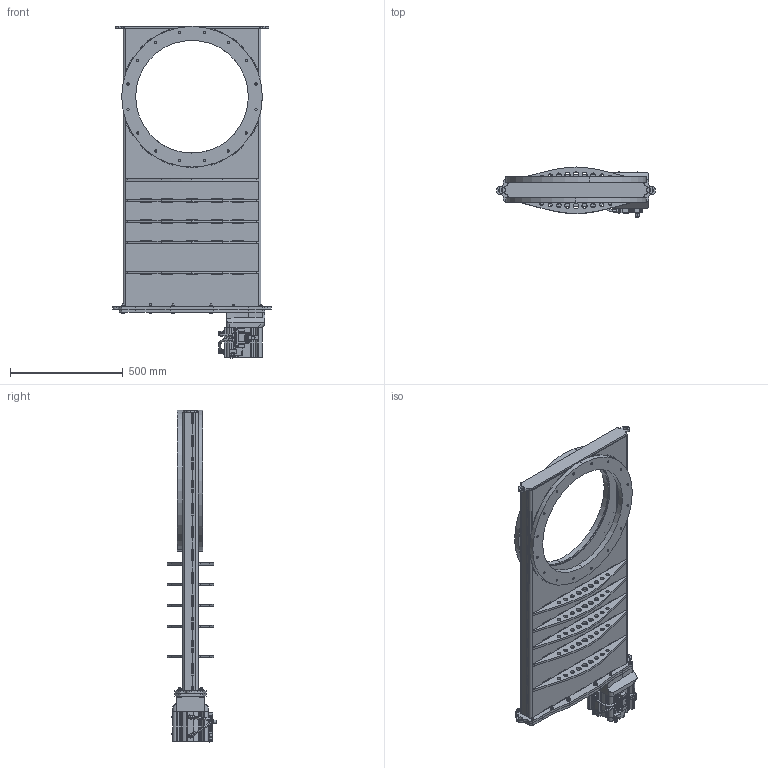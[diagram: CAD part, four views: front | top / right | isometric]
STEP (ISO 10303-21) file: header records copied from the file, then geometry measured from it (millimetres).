
FILE_DESCRIPTION (( 'STEP AP203' ), '1' );
FILE_NAME ('115373-15S.STEP', '2015-01-14T22:57:16', ( '' ), ( '' ), 'SwSTEP 2.0', 'SolidWorks 2015', '' );
FILE_SCHEMA (( 'CONFIG_CONTROL_DESIGN' ));
Length unit declared in the file: inch
Products named in the file (1): 115373-15S
Bounding box: 704.85 x 221.15 x 1475.62 mm (x, y, z)
Surface area: 4167244.1 mm2 (no closed solid volume)
Topology: 0 solids, 225 shells, 1465 faces, 5619 edges, 4338 vertices
Faces by surface type: plane 715, cylinder 593, cone 117, torus 18, bspline 16, sphere 6
Entity records: 73128 total; most frequent: CARTESIAN_POINT 25758, DIRECTION 9714, ORIENTED_EDGE 8374, EDGE_CURVE 5613, VERTEX_POINT 4338, LINE 3380, VECTOR 3380, AXIS2_PLACEMENT_3D 3167
